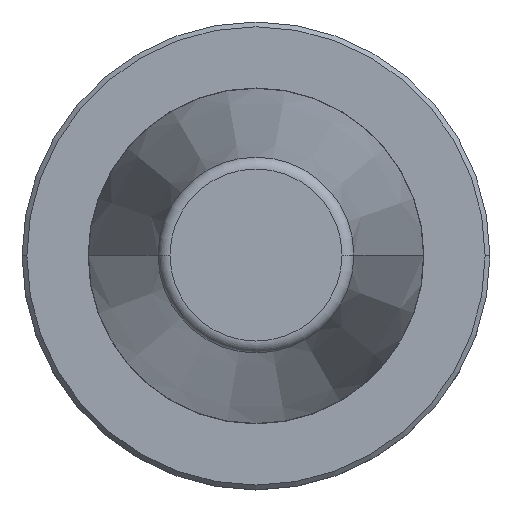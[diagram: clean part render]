
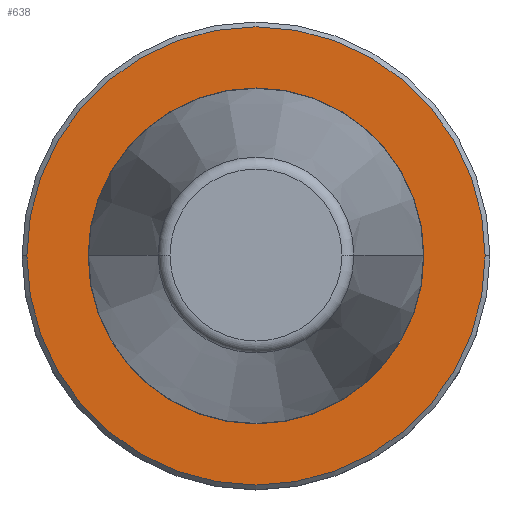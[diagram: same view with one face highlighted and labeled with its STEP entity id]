
A CAD part, top view. The second image highlights one B-rep face of the part: STEP entity #638.
In plain terms, the highlighted planar face has unit normal (0, 0, 1).
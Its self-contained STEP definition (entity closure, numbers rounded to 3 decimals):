
#6 = DIRECTION ( 'NONE',  ( 1., 0., 0. ) ) ;
#27 = CARTESIAN_POINT ( 'NONE',  ( 0., 47.75, -3.2 ) ) ;
#88 = AXIS2_PLACEMENT_3D ( 'NONE', #611, #622, #531 ) ;
#114 = FACE_OUTER_BOUND ( 'NONE', #127, .T. ) ;
#127 = EDGE_LOOP ( 'NONE', ( #303, #435 ) ) ;
#147 = VERTEX_POINT ( 'NONE', #368 ) ;
#186 = CARTESIAN_POINT ( 'NONE',  ( 0., 0., -3.2 ) ) ;
#214 = AXIS2_PLACEMENT_3D ( 'NONE', #27, #954, #338 ) ;
#258 = AXIS2_PLACEMENT_3D ( 'NONE', #629, #609, #6 ) ;
#281 = ORIENTED_EDGE ( 'NONE', *, *, #893, .F. ) ;
#303 = ORIENTED_EDGE ( 'NONE', *, *, #625, .T. ) ;
#305 = CARTESIAN_POINT ( 'NONE',  ( 47.75, 0., -3.2 ) ) ;
#333 = DIRECTION ( 'NONE',  ( 1., 0., 0. ) ) ;
#338 = DIRECTION ( 'NONE',  ( -1., 0., 0. ) ) ;
#345 = CIRCLE ( 'NONE', #502, 47.75 ) ;
#351 = EDGE_LOOP ( 'NONE', ( #680, #281 ) ) ;
#368 = CARTESIAN_POINT ( 'NONE',  ( -47.75, 0., -3.2 ) ) ;
#382 = AXIS2_PLACEMENT_3D ( 'NONE', #186, #769, #403 ) ;
#403 = DIRECTION ( 'NONE',  ( 1., 0., 0. ) ) ;
#405 = PLANE ( 'NONE',  #214 ) ;
#435 = ORIENTED_EDGE ( 'NONE', *, *, #926, .T. ) ;
#502 = AXIS2_PLACEMENT_3D ( 'NONE', #710, #556, #333 ) ;
#531 = DIRECTION ( 'NONE',  ( 1., 0., 0. ) ) ;
#556 = DIRECTION ( 'NONE',  ( 0., 0., 1. ) ) ;
#577 = CIRCLE ( 'NONE', #382, 35. ) ;
#609 = DIRECTION ( 'NONE',  ( 0., 0., 1. ) ) ;
#611 = CARTESIAN_POINT ( 'NONE',  ( 0., 0., -3.2 ) ) ;
#622 = DIRECTION ( 'NONE',  ( 0., 0., 1. ) ) ;
#625 = EDGE_CURVE ( 'NONE', #147, #736, #345, .T. ) ;
#629 = CARTESIAN_POINT ( 'NONE',  ( 0., 0., -3.2 ) ) ;
#638 = ADVANCED_FACE ( 'NONE', ( #914, #114 ), #405, .F. ) ;
#680 = ORIENTED_EDGE ( 'NONE', *, *, #819, .F. ) ;
#709 = CIRCLE ( 'NONE', #258, 47.75 ) ;
#710 = CARTESIAN_POINT ( 'NONE',  ( 0., 0., -3.2 ) ) ;
#730 = VERTEX_POINT ( 'NONE', #885 ) ;
#736 = VERTEX_POINT ( 'NONE', #305 ) ;
#737 = CIRCLE ( 'NONE', #88, 35. ) ;
#750 = CARTESIAN_POINT ( 'NONE',  ( -35., 0., -3.2 ) ) ;
#758 = VERTEX_POINT ( 'NONE', #750 ) ;
#769 = DIRECTION ( 'NONE',  ( 0., 0., 1. ) ) ;
#819 = EDGE_CURVE ( 'NONE', #730, #758, #577, .T. ) ;
#885 = CARTESIAN_POINT ( 'NONE',  ( 35., 0., -3.2 ) ) ;
#893 = EDGE_CURVE ( 'NONE', #758, #730, #737, .T. ) ;
#914 = FACE_BOUND ( 'NONE', #351, .T. ) ;
#926 = EDGE_CURVE ( 'NONE', #736, #147, #709, .T. ) ;
#954 = DIRECTION ( 'NONE',  ( 0., 0., -1. ) ) ;
